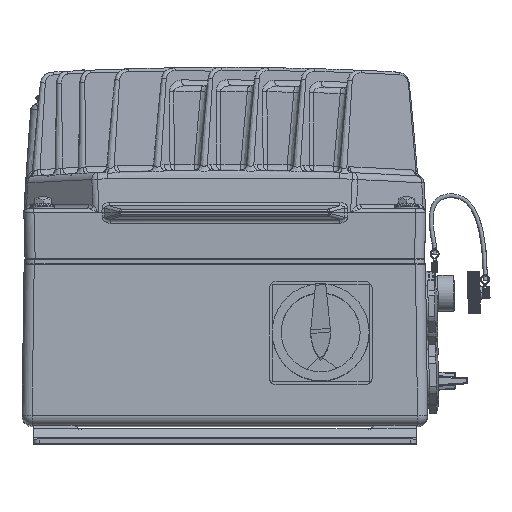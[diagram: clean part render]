
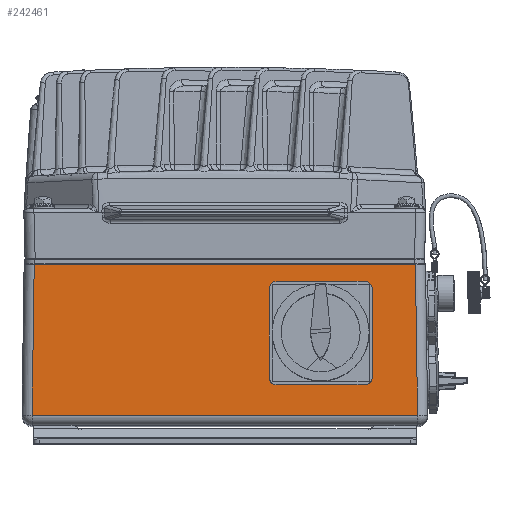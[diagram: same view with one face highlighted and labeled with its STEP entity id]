
A CAD part, top view. The second image highlights one B-rep face of the part: STEP entity #242461.
In plain terms, the highlighted planar face has unit normal (0, 0.014, 1).
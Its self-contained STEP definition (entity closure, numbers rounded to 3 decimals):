
#19251=CARTESIAN_POINT('',(94.388,79.704,198.887));
#40423=DIRECTION('',(1.,0.,0.));
#40424=VECTOR('',#40423,188.775);
#40425=CARTESIAN_POINT('',(-94.388,79.704,
198.887));
#40426=LINE('',#40425,#40424);
#40427=DIRECTION('',(0.014,-1.,0.014));
#40428=VECTOR('',#40427,74.649);
#40429=CARTESIAN_POINT('',(94.388,79.704,198.887));
#40430=LINE('',#40429,#40428);
#40431=DIRECTION('',(0.014,1.,-0.014));
#40432=VECTOR('',#40431,74.649);
#40433=CARTESIAN_POINT('',(-95.43,5.07,
199.929));
#40434=LINE('',#40433,#40432);
#41939=DIRECTION('',(1.,0.,0.));
#41940=VECTOR('',#41939,190.859);
#41941=CARTESIAN_POINT('',(-95.43,5.07,
199.929));
#41942=LINE('',#41941,#41940);
#87477=VERTEX_POINT('',#19251);
#87478=CARTESIAN_POINT('',(-94.388,79.704,
198.887));
#87479=VERTEX_POINT('',#87478);
#88632=CARTESIAN_POINT('',(-95.43,5.07,
199.929));
#88633=VERTEX_POINT('',#88632);
#88634=CARTESIAN_POINT('',(95.43,5.07,199.929));
#88635=VERTEX_POINT('',#88634);
#242448=CARTESIAN_POINT('',(-106.396,0.,200.));
#242449=DIRECTION('',(0.,0.014,1.));
#242450=DIRECTION('',(-1.,0.,0.));
#242451=AXIS2_PLACEMENT_3D('',#242448,#242449,#242450);
#242452=PLANE('',#242451);
#242453=ORIENTED_EDGE('',*,*,#128274,.T.);
#242455=ORIENTED_EDGE('',*,*,#242454,.T.);
#242457=ORIENTED_EDGE('',*,*,#242456,.F.);
#242458=ORIENTED_EDGE('',*,*,#242433,.T.);
#242459=EDGE_LOOP('',(#242453,#242455,#242457,#242458));
#242460=FACE_OUTER_BOUND('',#242459,.F.);
#242461=ADVANCED_FACE('',(#242460),#242452,.T.);
#128274=EDGE_CURVE('',#87479,#87477,#40426,.T.);
#242433=EDGE_CURVE('',#88633,#87479,#40434,.T.);
#242454=EDGE_CURVE('',#87477,#88635,#40430,.T.);
#242456=EDGE_CURVE('',#88633,#88635,#41942,.T.);
